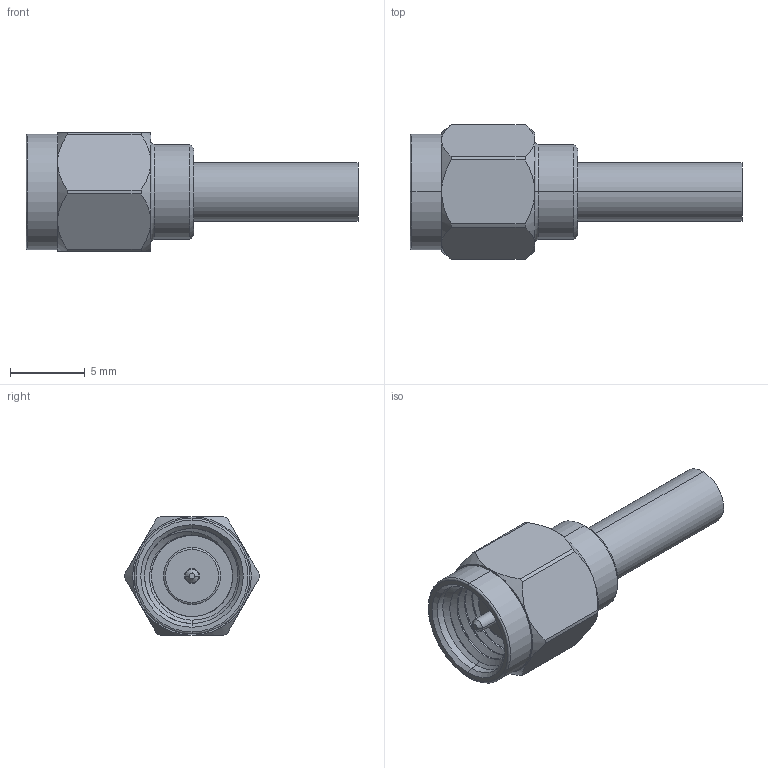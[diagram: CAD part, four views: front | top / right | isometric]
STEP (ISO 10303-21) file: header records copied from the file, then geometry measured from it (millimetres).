
FILE_DESCRIPTION (( 'STEP AP214' ), '1' );
FILE_NAME ('LCCN45937_3D.step', '2023-05-09T22:26:02', ( '' ), ( '' ), 'SwSTEP 2.0', 'SolidWorks 2022', '' );
FILE_SCHEMA (( 'AUTOMOTIVE_DESIGN' ));
Length unit declared in the file: inch
Products named in the file (1): LCCN45937_3D
Bounding box: 22.21 x 9.02 x 7.94 mm (x, y, z)
Volume: 467.7 mm3; surface area: 964.6 mm2
Topology: 3 solids, 3 shells, 106 faces, 241 edges, 149 vertices
Faces by surface type: cylinder 49, cone 27, plane 21, torus 6, bspline 3
Entity records: 4113 total; most frequent: CARTESIAN_POINT 1731, ORIENTED_EDGE 482, DIRECTION 480, EDGE_CURVE 241, AXIS2_PLACEMENT_3D 205, VERTEX_POINT 149, EDGE_LOOP 120, ADVANCED_FACE 106
